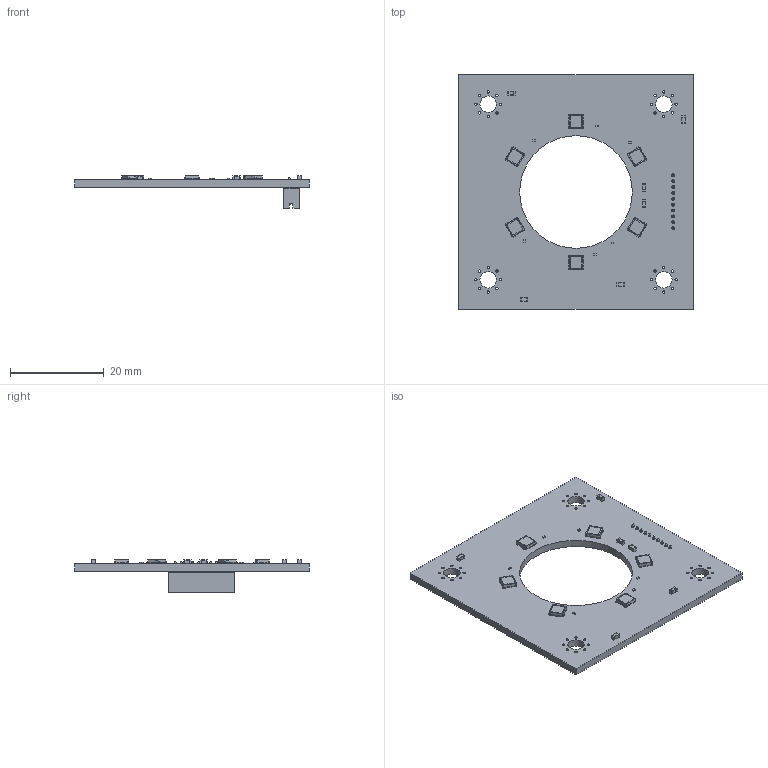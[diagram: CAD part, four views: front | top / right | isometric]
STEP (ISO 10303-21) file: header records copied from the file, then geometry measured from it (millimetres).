
FILE_DESCRIPTION(('KiCad electronic assembly'),'2;1');
FILE_NAME('LED_Ring_11_17_2021.step','2021-11-17T18:27:07',('An Author') ,('A Company'),'Open CASCADE STEP processor 6.9', 'KiCad to STEP converter','Unknown');
FILE_SCHEMA(('AUTOMOTIVE_DESIGN { 1 0 10303 214 1 1 1 1 }'));
Length unit declared in the file: millimetre
Products named in the file (10): Open CASCADE STEP translator 6.9 1; R_0201_0603Metric; SOLID; DF13-10P-1.25DSA; COMPOUND; STEP_LM301H_ONE; C_0603_1608Metric
Assembly tree (24 placements, depth 3):
  Open CASCADE STEP translator 6.9 1
    R_0201_0603Metric  x6
      SOLID
    DF13-10P-1.25DSA
      COMPOUND
    STEP_LM301H_ONE  x6
      SOLID
    C_0603_1608Metric  x6
      SOLID
    COMPOUND
Bounding box: 50 x 50 x 6.92 mm (x, y, z)
Volume: 3351.1 mm3; surface area: 5189.8 mm2
Topology: 20 solids, 20 shells, 981 faces, 3001 edges, 2098 vertices
Faces by surface type: plane 742, cylinder 239
Full cylindrical faces by diameter (mm): 0.5 x32, 0.6 x10, 3.5 x4, 24 x1
Entity records: 26828 total; most frequent: CARTESIAN_POINT 5996, DIRECTION 3619, LINE 2435, VECTOR 2435, ORIENTED_EDGE 2022, PCURVE 2022, DEFINITIONAL_REPRESENTATION 2022, EDGE_CURVE 1011
